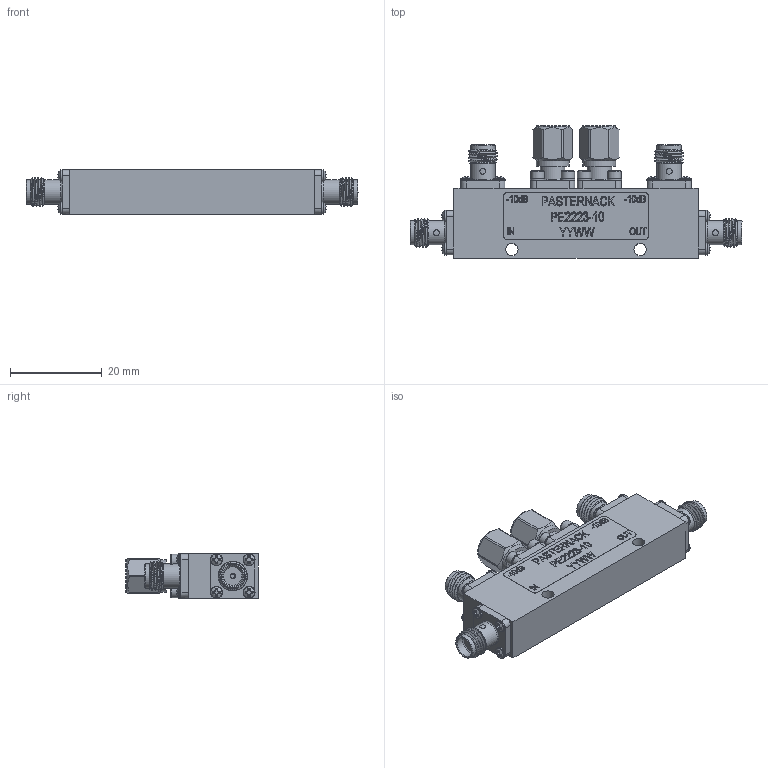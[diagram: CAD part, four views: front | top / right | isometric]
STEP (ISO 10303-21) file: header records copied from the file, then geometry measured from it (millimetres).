
FILE_DESCRIPTION (( 'STEP AP203' ), '1' );
FILE_NAME ('PE2223-10_3D.step', '2020-09-09T16:13:36', ( '' ), ( '' ), 'SwSTEP 2.0', 'SolidWorks 2018', '' );
FILE_SCHEMA (( 'CONFIG_CONTROL_DESIGN' ));
Length unit declared in the file: inch
Products named in the file (1): PE2223-10_3D
Bounding box: 72.39 x 28.96 x 9.73 mm (x, y, z)
Volume: 10286.2 mm3; surface area: 6066.4 mm2
Topology: 1 solids, 29 shells, 1390 faces, 3438 edges, 2228 vertices
Faces by surface type: plane 838, bspline 236, cylinder 158, cone 152, torus 6
Full cylindrical faces by diameter (mm): 0.94 x4, 1.016 x2, 1.092 x16, 1.194 x4, 1.27 x2, 2.578 x8, 2.591 x16, 2.667 x2, 2.926 x8, 3.085 x8, 4.521 x4, 5.08 x6, 5.334 x10, 7.112 x4
Entity records: 61137 total; most frequent: CARTESIAN_POINT 31553, ORIENTED_EDGE 6440, DIRECTION 5020, EDGE_CURVE 3220, VERTEX_POINT 2158, EDGE_LOOP 1684, LINE 1674, VECTOR 1674
